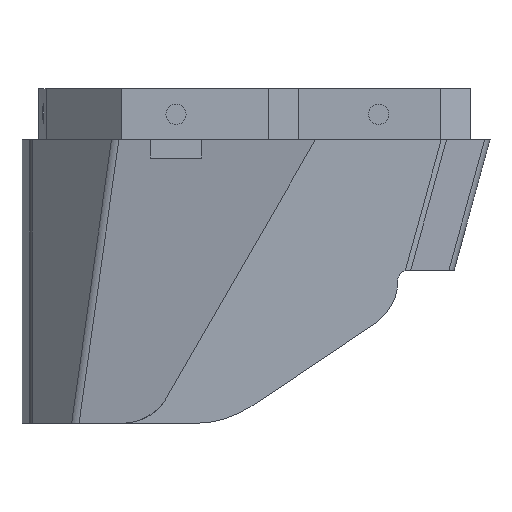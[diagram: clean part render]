
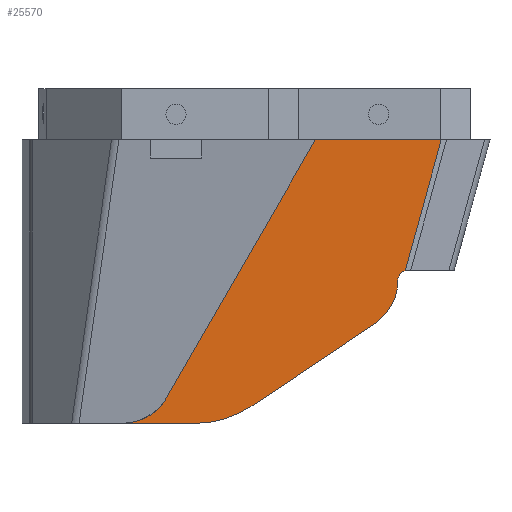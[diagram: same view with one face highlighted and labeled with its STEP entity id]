
A CAD part, left-side view. The second image highlights one B-rep face of the part: STEP entity #25570.
In plain terms, the highlighted planar face has unit normal (-1, 0, 0).
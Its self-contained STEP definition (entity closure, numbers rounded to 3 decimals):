
#22624 = VERTEX_POINT('',#22625);
#22625 = CARTESIAN_POINT('',(-46.,-54.476,25.5));
#22631 = EDGE_CURVE('',#22624,#22632,#22634,.T.);
#22632 = VERTEX_POINT('',#22633);
#22633 = CARTESIAN_POINT('',(-46.,-79.114,25.5));
#22634 = LINE('',#22635,#22636);
#22635 = CARTESIAN_POINT('',(-46.,-54.476,25.5));
#22636 = VECTOR('',#22637,1.);
#22637 = DIRECTION('',(0.,-1.,0.));
#24338 = VERTEX_POINT('',#24339);
#24339 = CARTESIAN_POINT('',(-46.,-30.903,-30.));
#24345 = EDGE_CURVE('',#24346,#24338,#24348,.T.);
#24346 = VERTEX_POINT('',#24347);
#24347 = CARTESIAN_POINT('',(-46.,-16.66,-30.));
#24348 = LINE('',#24349,#24350);
#24349 = CARTESIAN_POINT('',(-46.,-16.66,-30.));
#24350 = VECTOR('',#24351,1.);
#24351 = DIRECTION('',(0.,-1.,0.));
#25261 = VERTEX_POINT('',#25262);
#25262 = CARTESIAN_POINT('',(-46.,-25.32,-25.));
#25268 = EDGE_CURVE('',#25261,#22624,#25269,.T.);
#25269 = LINE('',#25270,#25271);
#25270 = CARTESIAN_POINT('',(-46.,-25.32,-25.));
#25271 = VECTOR('',#25272,1.);
#25272 = DIRECTION('',(0.,-0.5,0.866));
#25286 = EDGE_CURVE('',#25261,#24346,#25287,.T.);
#25287 = CIRCLE('',#25288,10.);
#25288 = AXIS2_PLACEMENT_3D('',#25289,#25290,#25291);
#25289 = CARTESIAN_POINT('',(-46.,-16.66,-20.));
#25290 = DIRECTION('',(1.,0.,0.));
#25291 = DIRECTION('',(0.,1.,0.));
#25514 = VERTEX_POINT('',#25515);
#25515 = CARTESIAN_POINT('',(-46.,-66.184,-10.382));
#25521 = EDGE_CURVE('',#25514,#25522,#25524,.T.);
#25522 = VERTEX_POINT('',#25523);
#25523 = CARTESIAN_POINT('',(-46.,-42.06,-26.598));
#25524 = LINE('',#25525,#25526);
#25525 = CARTESIAN_POINT('',(-46.,-66.184,-10.382));
#25526 = VECTOR('',#25527,1.);
#25527 = DIRECTION('',(0.,0.83,-0.558));
#25570 = ADVANCED_FACE('',(#25571),#25617,.F.);
#25571 = FACE_BOUND('',#25572,.T.);
#25572 = EDGE_LOOP('',(#25573,#25574,#25575,#25576,#25577,#25584,#25585,
    #25594,#25602,#25611));
#25573 = ORIENTED_EDGE('',*,*,#22631,.F.);
#25574 = ORIENTED_EDGE('',*,*,#25268,.F.);
#25575 = ORIENTED_EDGE('',*,*,#25286,.T.);
#25576 = ORIENTED_EDGE('',*,*,#24345,.T.);
#25577 = ORIENTED_EDGE('',*,*,#25578,.F.);
#25578 = EDGE_CURVE('',#25522,#24338,#25579,.T.);
#25579 = CIRCLE('',#25580,20.);
#25580 = AXIS2_PLACEMENT_3D('',#25581,#25582,#25583);
#25581 = CARTESIAN_POINT('',(-46.,-30.903,-10.));
#25582 = DIRECTION('',(1.,0.,0.));
#25583 = DIRECTION('',(0.,1.,0.));
#25584 = ORIENTED_EDGE('',*,*,#25521,.F.);
#25585 = ORIENTED_EDGE('',*,*,#25586,.F.);
#25586 = EDGE_CURVE('',#25587,#25514,#25589,.T.);
#25587 = VERTEX_POINT('',#25588);
#25588 = CARTESIAN_POINT('',(-46.,-70.605,-2.083));
#25589 = CIRCLE('',#25590,10.);
#25590 = AXIS2_PLACEMENT_3D('',#25591,#25592,#25593);
#25591 = CARTESIAN_POINT('',(-46.,-60.605,-2.083));
#25592 = DIRECTION('',(1.,0.,0.));
#25593 = DIRECTION('',(0.,1.,0.));
#25594 = ORIENTED_EDGE('',*,*,#25595,.F.);
#25595 = EDGE_CURVE('',#25596,#25587,#25598,.T.);
#25596 = VERTEX_POINT('',#25597);
#25597 = CARTESIAN_POINT('',(-46.,-70.605,-2.));
#25598 = LINE('',#25599,#25600);
#25599 = CARTESIAN_POINT('',(-46.,-70.605,-2.));
#25600 = VECTOR('',#25601,1.);
#25601 = DIRECTION('',(0.,0.,-1.));
#25602 = ORIENTED_EDGE('',*,*,#25603,.T.);
#25603 = EDGE_CURVE('',#25596,#25604,#25606,.T.);
#25604 = VERTEX_POINT('',#25605);
#25605 = CARTESIAN_POINT('',(-46.,-72.07,-0.073));
#25606 = CIRCLE('',#25607,2.);
#25607 = AXIS2_PLACEMENT_3D('',#25608,#25609,#25610);
#25608 = CARTESIAN_POINT('',(-46.,-72.605,-2.));
#25609 = DIRECTION('',(1.,0.,0.));
#25610 = DIRECTION('',(0.,1.,0.));
#25611 = ORIENTED_EDGE('',*,*,#25612,.T.);
#25612 = EDGE_CURVE('',#25604,#22632,#25613,.T.);
#25613 = LINE('',#25614,#25615);
#25614 = CARTESIAN_POINT('',(-46.,-72.07,-0.073));
#25615 = VECTOR('',#25616,1.);
#25616 = DIRECTION('',(0.,-0.266,0.964));
#25617 = PLANE('',#25618);
#25618 = AXIS2_PLACEMENT_3D('',#25619,#25620,#25621);
#25619 = CARTESIAN_POINT('',(-46.,-8.5,19.5));
#25620 = DIRECTION('',(1.,0.,0.));
#25621 = DIRECTION('',(0.,0.,-1.));
